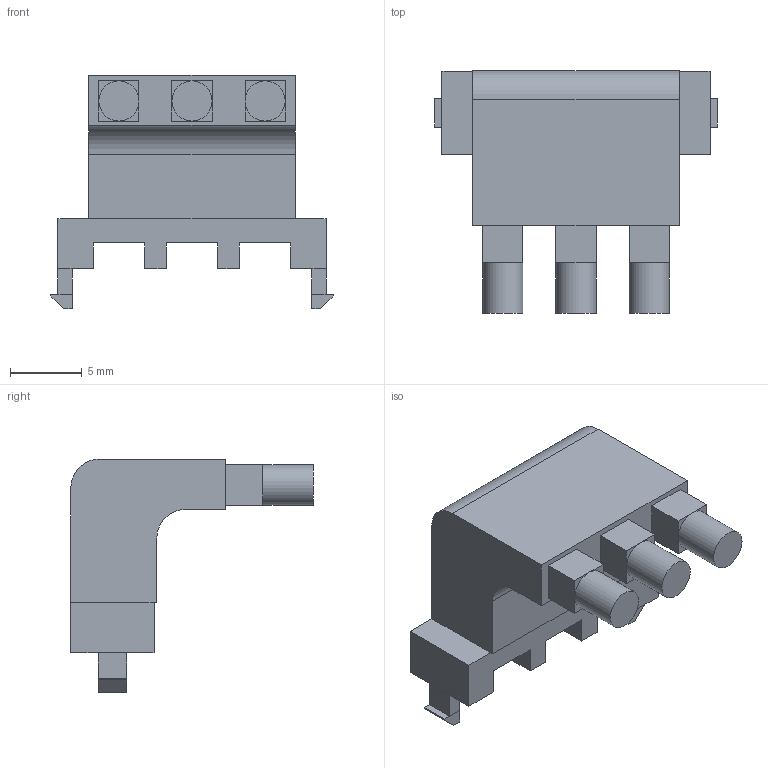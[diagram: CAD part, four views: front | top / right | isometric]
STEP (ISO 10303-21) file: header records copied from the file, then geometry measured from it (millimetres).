
FILE_DESCRIPTION(('FreeCAD Model'),'2;1');
FILE_NAME('BIVAR-RLP3-200-500.step' ,'2020-09-30T14:53:49',('kicad StepUp'),('ksu MCAD'), 'Open CASCADE STEP processor 7.3','FreeCAD','Unknown');
FILE_SCHEMA(('AUTOMOTIVE_DESIGN { 1 0 10303 214 1 1 1 1 }'));
Length unit declared in the file: millimetre
Products named in the file (1): BIVAR-RLP3-200-500
Bounding box: 19.7 x 16.9 x 16.3 mm (x, y, z)
Volume: 1510.2 mm3; surface area: 1188.7 mm2
Topology: 1 solids, 1 shells, 81 faces, 197 edges, 121 vertices
Faces by surface type: plane 76, cylinder 5
Full cylindrical faces by diameter (mm): 2.8 x3
Entity records: 5382 total; most frequent: CARTESIAN_POINT 854, DIRECTION 714, LINE 493, VECTOR 493, ORIENTED_EDGE 394, PCURVE 394, DEFINITIONAL_REPRESENTATION 394, EDGE_CURVE 197
